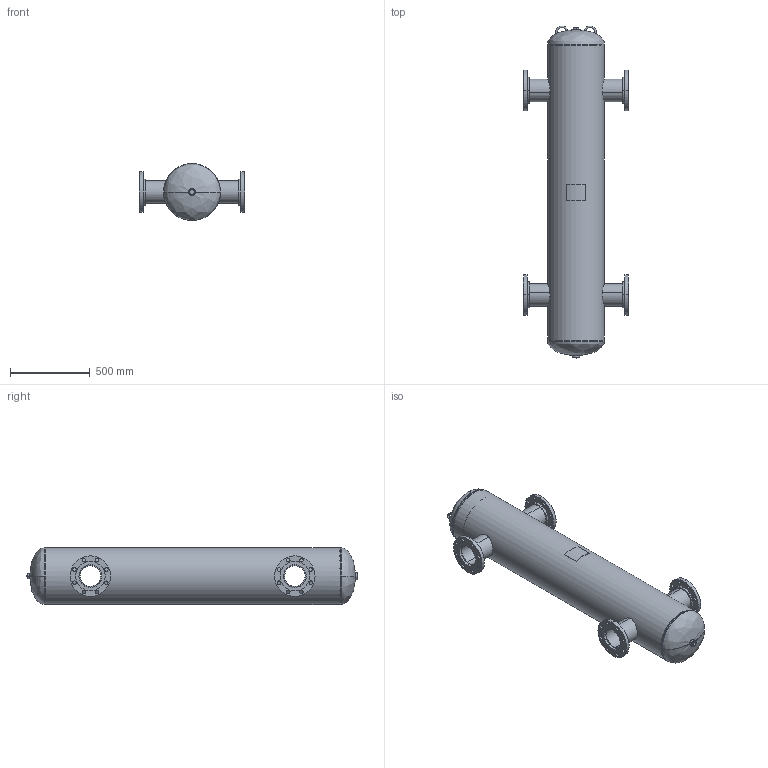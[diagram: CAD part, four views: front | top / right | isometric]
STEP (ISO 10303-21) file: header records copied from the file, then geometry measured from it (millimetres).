
FILE_DESCRIPTION (( 'STEP AP203' ), '1' );
FILE_NAME ('PSAV-5.STEP', '2021-01-26T16:57:40', ( '' ), ( '' ), 'SwSTEP 2.0', 'SolidWorks 2020', '' );
FILE_SCHEMA (( 'CONFIG_CONTROL_DESIGN' ));
Length unit declared in the file: inch
Products named in the file (11): 99B3404; 9500050; 9461080; PSAV-5; 9600830_14" VERT; 9200060; 9400540; 99J3405; 9500030; 9301100_6.5
Assembly tree (17 placements, depth 2):
  PSAV-5
    99B3404
    9200060
    9200060
    9301100_6.5  x4
    9461080  x4
    9500050
    9500030
    9400540  x2
    99J3405
    9600830_14" VERT
Bounding box: 660.4 x 2083.23 x 358.06 mm (x, y, z)
Volume: 12272408.7 mm3; surface area: 5902985.5 mm2
Topology: 17 solids, 17 shells, 252 faces, 595 edges, 385 vertices
Faces by surface type: cylinder 150, plane 46, cone 24, bspline 16, torus 16
Full cylindrical faces by diameter (mm): 350.52 x1, 356.87 x1
Entity records: 11643 total; most frequent: CARTESIAN_POINT 6835, DIRECTION 774, ORIENTED_EDGE 674, EDGE_CURVE 337, AXIS2_PLACEMENT_3D 336, VERTEX_POINT 213, CIRCLE 186, EDGE_LOOP 184
